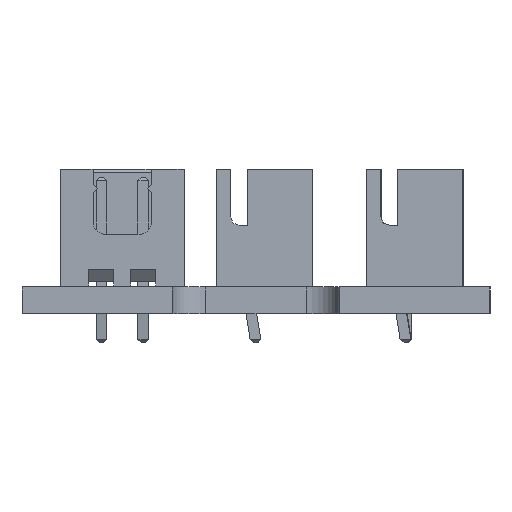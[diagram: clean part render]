
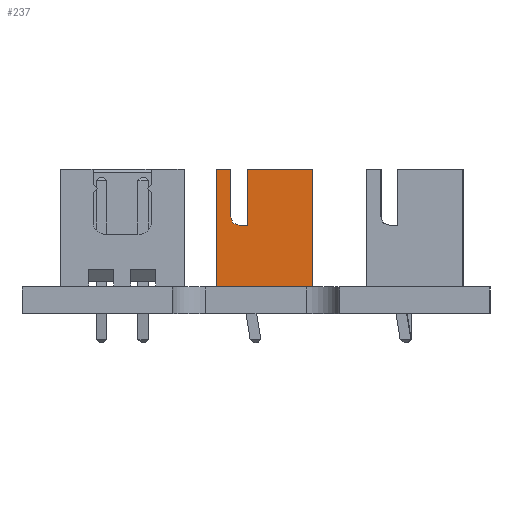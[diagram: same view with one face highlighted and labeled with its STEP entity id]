
A CAD part, left-side view. The second image highlights one B-rep face of the part: STEP entity #237.
In plain terms, the highlighted planar face has unit normal (-1, 0, 0).
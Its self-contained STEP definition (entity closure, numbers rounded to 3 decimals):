
#109 = VERTEX_POINT('',#110);
#110 = CARTESIAN_POINT('',(-2.45,0.5,7.));
#116 = EDGE_CURVE('',#109,#117,#119,.T.);
#117 = VERTEX_POINT('',#118);
#118 = CARTESIAN_POINT('',(-2.45,-3.4,7.));
#119 = LINE('',#120,#121);
#120 = CARTESIAN_POINT('',(-2.45,2.35,7.));
#121 = VECTOR('',#122,1.);
#122 = DIRECTION('',(0.,-1.,0.));
#189 = VERTEX_POINT('',#190);
#190 = CARTESIAN_POINT('',(-2.45,0.5,3.65));
#196 = EDGE_CURVE('',#189,#109,#197,.T.);
#197 = LINE('',#198,#199);
#198 = CARTESIAN_POINT('',(-2.45,0.5,1.825));
#199 = VECTOR('',#200,1.);
#200 = DIRECTION('',(0.,0.,1.));
#237 = ADVANCED_FACE('',(#238),#297,.F.);
#238 = FACE_BOUND('',#239,.F.);
#239 = EDGE_LOOP('',(#240,#250,#258,#266,#274,#283,#289,#290,#291));
#240 = ORIENTED_EDGE('',*,*,#241,.F.);
#241 = EDGE_CURVE('',#242,#244,#246,.T.);
#242 = VERTEX_POINT('',#243);
#243 = CARTESIAN_POINT('',(-2.45,2.35,0.));
#244 = VERTEX_POINT('',#245);
#245 = CARTESIAN_POINT('',(-2.45,-3.4,0.));
#246 = LINE('',#247,#248);
#247 = CARTESIAN_POINT('',(-2.45,2.35,0.));
#248 = VECTOR('',#249,1.);
#249 = DIRECTION('',(0.,-1.,0.));
#250 = ORIENTED_EDGE('',*,*,#251,.T.);
#251 = EDGE_CURVE('',#242,#252,#254,.T.);
#252 = VERTEX_POINT('',#253);
#253 = CARTESIAN_POINT('',(-2.45,2.35,7.));
#254 = LINE('',#255,#256);
#255 = CARTESIAN_POINT('',(-2.45,2.35,0.));
#256 = VECTOR('',#257,1.);
#257 = DIRECTION('',(0.,0.,1.));
#258 = ORIENTED_EDGE('',*,*,#259,.T.);
#259 = EDGE_CURVE('',#252,#260,#262,.T.);
#260 = VERTEX_POINT('',#261);
#261 = CARTESIAN_POINT('',(-2.45,1.5,7.));
#262 = LINE('',#263,#264);
#263 = CARTESIAN_POINT('',(-2.45,2.35,7.));
#264 = VECTOR('',#265,1.);
#265 = DIRECTION('',(0.,-1.,0.));
#266 = ORIENTED_EDGE('',*,*,#267,.T.);
#267 = EDGE_CURVE('',#260,#268,#270,.T.);
#268 = VERTEX_POINT('',#269);
#269 = CARTESIAN_POINT('',(-2.45,1.5,4.15));
#270 = LINE('',#271,#272);
#271 = CARTESIAN_POINT('',(-2.45,1.5,3.5));
#272 = VECTOR('',#273,1.);
#273 = DIRECTION('',(-0.,0.,-1.));
#274 = ORIENTED_EDGE('',*,*,#275,.F.);
#275 = EDGE_CURVE('',#276,#268,#278,.T.);
#276 = VERTEX_POINT('',#277);
#277 = CARTESIAN_POINT('',(-2.45,1.,3.65));
#278 = CIRCLE('',#279,0.5);
#279 = AXIS2_PLACEMENT_3D('',#280,#281,#282);
#280 = CARTESIAN_POINT('',(-2.45,1.,4.15));
#281 = DIRECTION('',(1.,0.,0.));
#282 = DIRECTION('',(0.,1.,0.));
#283 = ORIENTED_EDGE('',*,*,#284,.T.);
#284 = EDGE_CURVE('',#276,#189,#285,.T.);
#285 = LINE('',#286,#287);
#286 = CARTESIAN_POINT('',(-2.45,1.675,3.65));
#287 = VECTOR('',#288,1.);
#288 = DIRECTION('',(0.,-1.,0.));
#289 = ORIENTED_EDGE('',*,*,#196,.T.);
#290 = ORIENTED_EDGE('',*,*,#116,.T.);
#291 = ORIENTED_EDGE('',*,*,#292,.F.);
#292 = EDGE_CURVE('',#244,#117,#293,.T.);
#293 = LINE('',#294,#295);
#294 = CARTESIAN_POINT('',(-2.45,-3.4,0.));
#295 = VECTOR('',#296,1.);
#296 = DIRECTION('',(0.,0.,1.));
#297 = PLANE('',#298);
#298 = AXIS2_PLACEMENT_3D('',#299,#300,#301);
#299 = CARTESIAN_POINT('',(-2.45,2.35,0.));
#300 = DIRECTION('',(1.,0.,0.));
#301 = DIRECTION('',(0.,-1.,0.));
